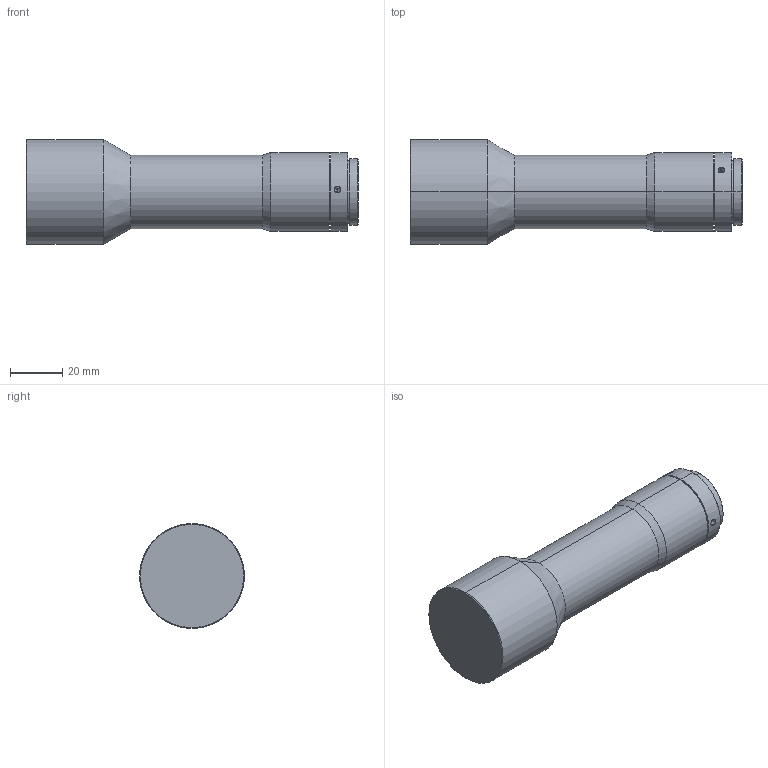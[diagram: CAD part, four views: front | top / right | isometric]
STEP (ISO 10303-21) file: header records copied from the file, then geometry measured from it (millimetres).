
FILE_DESCRIPTION (( 'STEP AP203' ), '1' );
FILE_NAME ('WWK08-110-111.STEP', '2018-07-02T02:46:31', ( '' ), ( '' ), 'SwSTEP 2.0', 'SolidWorks 2012', '' );
FILE_SCHEMA (( 'CONFIG_CONTROL_DESIGN' ));
Length unit declared in the file: millimetre
Products named in the file (1): WWK08-110-111
Bounding box: 126.6 x 40 x 40 mm (x, y, z)
Volume: 102058.6 mm3; surface area: 15551.7 mm2
Topology: 1 solids, 1 shells, 42 faces, 88 edges, 49 vertices
Faces by surface type: cylinder 20, cone 16, plane 6
Entity records: 1249 total; most frequent: CARTESIAN_POINT 288, DIRECTION 202, ORIENTED_EDGE 164, AXIS2_PLACEMENT_3D 83, EDGE_CURVE 82, VERTEX_POINT 49, EDGE_LOOP 49, ADVANCED_FACE 42
